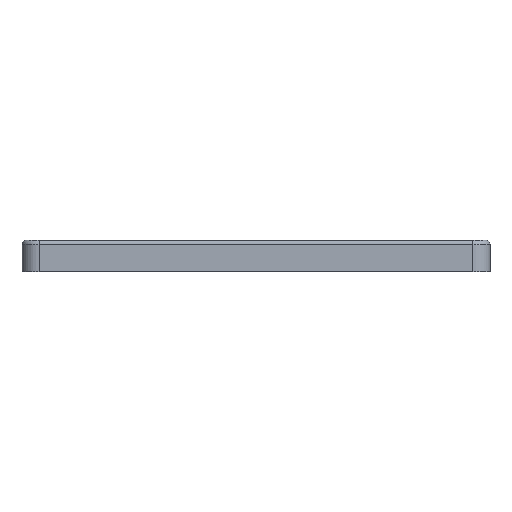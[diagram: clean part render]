
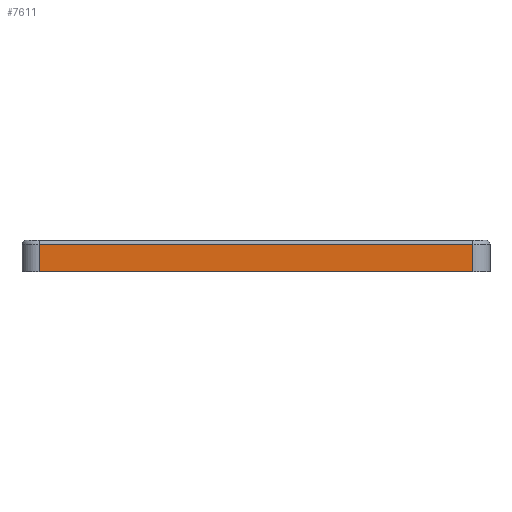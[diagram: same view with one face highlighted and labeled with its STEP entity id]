
A CAD part, left-side view. The second image highlights one B-rep face of the part: STEP entity #7611.
In plain terms, the highlighted planar face has unit normal (-1, 0, 0).
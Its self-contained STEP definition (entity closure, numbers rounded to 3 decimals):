
#7572=CARTESIAN_POINT('',(-4786.358,-850.457,210.989));
#7573=DIRECTION('',(1.,0.,-0.));
#7574=DIRECTION('',(0.,-1.,0.));
#7575=AXIS2_PLACEMENT_3D('',#7572,#7573,#7574);
#7576=PLANE('',#7575);
#7577=CARTESIAN_POINT('',(-4786.358,-1012.257,212.489));
#7578=VERTEX_POINT('',#7577);
#7579=CARTESIAN_POINT('',(-4786.358,-810.458,212.489));
#7580=VERTEX_POINT('',#7579);
#7581=CARTESIAN_POINT('',(-4786.358,-1012.257,212.489));
#7582=DIRECTION('',(-0.,1.,-0.));
#7583=VECTOR('',#7582,201.799);
#7584=LINE('',#7581,#7583);
#7585=EDGE_CURVE('',#7578,#7580,#7584,.T.);
#7586=ORIENTED_EDGE('',*,*,#7585,.T.);
#7587=CARTESIAN_POINT('',(-4786.358,-810.458,199.789));
#7588=VERTEX_POINT('',#7587);
#7589=CARTESIAN_POINT('',(-4786.358,-810.458,212.489));
#7590=DIRECTION('',(-0.,-0.,-1.));
#7591=VECTOR('',#7590,12.7);
#7592=LINE('',#7589,#7591);
#7593=EDGE_CURVE('',#7580,#7588,#7592,.T.);
#7594=ORIENTED_EDGE('',*,*,#7593,.T.);
#7595=CARTESIAN_POINT('',(-4786.358,-1012.257,199.789));
#7596=VERTEX_POINT('',#7595);
#7597=CARTESIAN_POINT('',(-4786.358,-810.458,199.789));
#7598=DIRECTION('',(-0.,-1.,-0.));
#7599=VECTOR('',#7598,201.799);
#7600=LINE('',#7597,#7599);
#7601=EDGE_CURVE('',#7588,#7596,#7600,.T.);
#7602=ORIENTED_EDGE('',*,*,#7601,.T.);
#7603=CARTESIAN_POINT('',(-4786.358,-1012.257,199.789));
#7604=DIRECTION('',(0.,-0.,1.));
#7605=VECTOR('',#7604,12.7);
#7606=LINE('',#7603,#7605);
#7607=EDGE_CURVE('',#7596,#7578,#7606,.T.);
#7608=ORIENTED_EDGE('',*,*,#7607,.T.);
#7609=EDGE_LOOP('',(#7586,#7594,#7602,#7608));
#7610=FACE_BOUND('',#7609,.T.);
#7611=ADVANCED_FACE('',(#7610),#7576,.F.);
